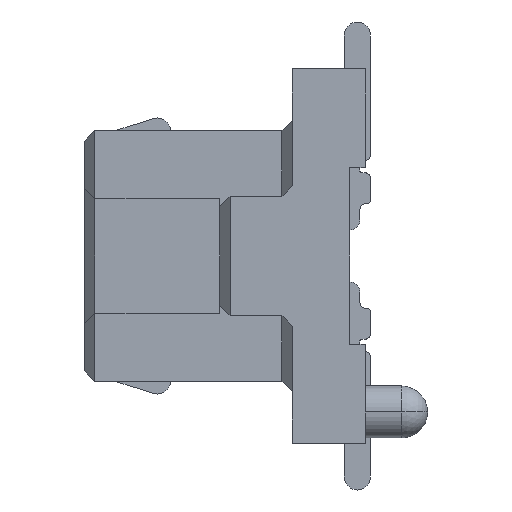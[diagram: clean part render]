
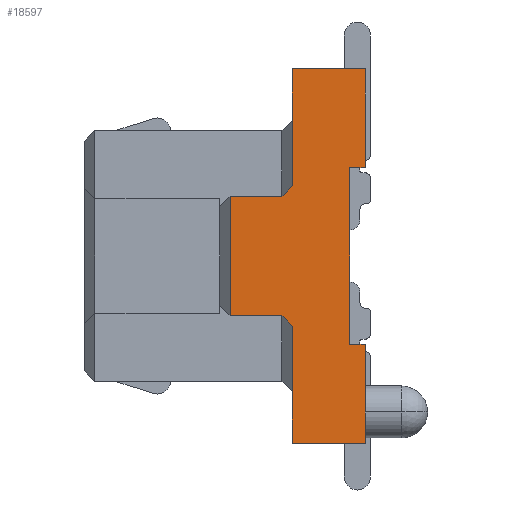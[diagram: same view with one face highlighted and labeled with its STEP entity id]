
A CAD part, left-side view. The second image highlights one B-rep face of the part: STEP entity #18597.
In plain terms, the highlighted planar face has unit normal (-1, 0, 0).
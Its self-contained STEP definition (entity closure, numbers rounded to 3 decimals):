
#25=DIRECTION('',(0.,0.,1.));
#26=VECTOR('',#25,0.95);
#27=CARTESIAN_POINT('',(-3.55,0.,0.85));
#28=LINE('',#27,#26);
#43=DIRECTION('',(0.,0.,1.));
#44=VECTOR('',#43,0.65);
#45=CARTESIAN_POINT('',(-3.55,0.,-1.5));
#46=LINE('',#45,#44);
#59=DIRECTION('',(0.,0.,1.));
#60=VECTOR('',#59,0.3);
#61=CARTESIAN_POINT('',(-3.55,0.,-1.8));
#62=LINE('',#61,#60);
#4761=DIRECTION('',(0.,1.,0.));
#4762=VECTOR('',#4761,0.7);
#4763=CARTESIAN_POINT('',(-3.55,0.,1.8));
#4764=LINE('',#4763,#4762);
#4905=DIRECTION('',(0.,1.,0.));
#4906=VECTOR('',#4905,0.7);
#4907=CARTESIAN_POINT('',(-3.55,0.,-1.8));
#4908=LINE('',#4907,#4906);
#4909=DIRECTION('',(0.,0.,1.));
#4910=VECTOR('',#4909,1.125);
#4911=CARTESIAN_POINT('',(-3.55,0.7,-1.8));
#4912=LINE('',#4911,#4910);
#4913=DIRECTION('',(0.,-1.,0.));
#4914=VECTOR('',#4913,0.5);
#4915=CARTESIAN_POINT('',(-3.55,1.3,-0.575));
#4916=LINE('',#4915,#4914);
#4917=DIRECTION('',(0.,0.,-1.));
#4918=VECTOR('',#4917,1.15);
#4919=CARTESIAN_POINT('',(-3.55,1.3,0.575));
#4920=LINE('',#4919,#4918);
#4921=DIRECTION('',(0.,-1.,0.));
#4922=VECTOR('',#4921,0.5);
#4923=CARTESIAN_POINT('',(-3.55,1.3,0.575));
#4924=LINE('',#4923,#4922);
#4925=DIRECTION('',(0.,0.,1.));
#4926=VECTOR('',#4925,1.125);
#4927=CARTESIAN_POINT('',(-3.55,0.7,0.675));
#4928=LINE('',#4927,#4926);
#4929=DIRECTION('',(0.,1.,0.));
#4930=VECTOR('',#4929,0.15);
#4931=CARTESIAN_POINT('',(-3.55,0.,0.85));
#4932=LINE('',#4931,#4930);
#4933=DIRECTION('',(0.,0.,1.));
#4934=VECTOR('',#4933,1.7);
#4935=CARTESIAN_POINT('',(-3.55,0.15,-0.85));
#4936=LINE('',#4935,#4934);
#4937=DIRECTION('',(0.,1.,0.));
#4938=VECTOR('',#4937,0.15);
#4939=CARTESIAN_POINT('',(-3.55,0.,-0.85));
#4940=LINE('',#4939,#4938);
#4941=DIRECTION('',(0.,-0.707,-0.707));
#4942=VECTOR('',#4941,0.141);
#4943=CARTESIAN_POINT('',(-3.55,0.8,-0.575));
#4944=LINE('',#4943,#4942);
#5061=DIRECTION('',(0.,0.707,-0.707));
#5062=VECTOR('',#5061,0.141);
#5063=CARTESIAN_POINT('',(-3.55,0.7,0.675));
#5064=LINE('',#5063,#5062);
#9965=CARTESIAN_POINT('',(-3.55,0.7,1.8));
#9967=VERTEX_POINT('',#9965);
#9970=CARTESIAN_POINT('',(-3.55,0.7,-1.8));
#9972=VERTEX_POINT('',#9970);
#9973=CARTESIAN_POINT('',(-3.55,0.,-1.8));
#9974=VERTEX_POINT('',#9973);
#9975=CARTESIAN_POINT('',(-3.55,0.,1.8));
#9976=VERTEX_POINT('',#9975);
#10074=CARTESIAN_POINT('',(-3.55,1.3,0.575));
#10076=VERTEX_POINT('',#10074);
#10083=CARTESIAN_POINT('',(-3.55,1.3,-0.575));
#10084=VERTEX_POINT('',#10083);
#10113=CARTESIAN_POINT('',(-3.55,0.8,-0.575));
#10114=CARTESIAN_POINT('',(-3.55,0.7,-0.675));
#10115=VERTEX_POINT('',#10113);
#10116=VERTEX_POINT('',#10114);
#10121=CARTESIAN_POINT('',(-3.55,0.8,0.575));
#10122=VERTEX_POINT('',#10121);
#10123=CARTESIAN_POINT('',(-3.55,0.7,0.675));
#10124=VERTEX_POINT('',#10123);
#10135=CARTESIAN_POINT('',(-3.55,0.,0.85));
#10136=VERTEX_POINT('',#10135);
#10137=CARTESIAN_POINT('',(-3.55,0.,-0.85));
#10139=VERTEX_POINT('',#10137);
#10149=CARTESIAN_POINT('',(-3.55,0.15,-0.85));
#10150=CARTESIAN_POINT('',(-3.55,0.15,0.85));
#10151=VERTEX_POINT('',#10149);
#10152=VERTEX_POINT('',#10150);
#10173=CARTESIAN_POINT('',(-3.55,0.,-1.5));
#10175=VERTEX_POINT('',#10173);
#18569=CARTESIAN_POINT('',(-3.55,0.,-1.8));
#18570=DIRECTION('',(-1.,0.,0.));
#18571=DIRECTION('',(0.,0.,1.));
#18572=AXIS2_PLACEMENT_3D('',#18569,#18570,#18571);
#18573=PLANE('',#18572);
#18574=ORIENTED_EDGE('',*,*,#13138,.F.);
#18575=ORIENTED_EDGE('',*,*,#13296,.T.);
#18576=ORIENTED_EDGE('',*,*,#14147,.T.);
#18578=ORIENTED_EDGE('',*,*,#18577,.F.);
#18580=ORIENTED_EDGE('',*,*,#18579,.F.);
#18582=ORIENTED_EDGE('',*,*,#18581,.F.);
#18584=ORIENTED_EDGE('',*,*,#18583,.T.);
#18586=ORIENTED_EDGE('',*,*,#18585,.F.);
#18587=ORIENTED_EDGE('',*,*,#14325,.T.);
#18588=ORIENTED_EDGE('',*,*,#18427,.F.);
#18589=ORIENTED_EDGE('',*,*,#13114,.F.);
#18591=ORIENTED_EDGE('',*,*,#18590,.T.);
#18592=ORIENTED_EDGE('',*,*,#18509,.F.);
#18593=ORIENTED_EDGE('',*,*,#18562,.F.);
#18594=ORIENTED_EDGE('',*,*,#13130,.F.);
#18595=EDGE_LOOP('',(#18574,#18575,#18576,#18578,#18580,#18582,#18584,#18586,
#18587,#18588,#18589,#18591,#18592,#18593,#18594));
#18596=FACE_OUTER_BOUND('',#18595,.F.);
#13114=EDGE_CURVE('',#10136,#9976,#28,.T.);
#13130=EDGE_CURVE('',#10175,#10139,#46,.T.);
#13138=EDGE_CURVE('',#9974,#10175,#62,.T.);
#13296=EDGE_CURVE('',#9974,#9972,#4908,.T.);
#14147=EDGE_CURVE('',#9972,#10116,#4912,.T.);
#14325=EDGE_CURVE('',#10124,#9967,#4928,.T.);
#18427=EDGE_CURVE('',#9976,#9967,#4764,.T.);
#18509=EDGE_CURVE('',#10151,#10152,#4936,.T.);
#18562=EDGE_CURVE('',#10139,#10151,#4940,.T.);
#18577=EDGE_CURVE('',#10115,#10116,#4944,.T.);
#18579=EDGE_CURVE('',#10084,#10115,#4916,.T.);
#18581=EDGE_CURVE('',#10076,#10084,#4920,.T.);
#18583=EDGE_CURVE('',#10076,#10122,#4924,.T.);
#18585=EDGE_CURVE('',#10124,#10122,#5064,.T.);
#18590=EDGE_CURVE('',#10136,#10152,#4932,.T.);
#18597=ADVANCED_FACE('',(#18596),#18573,.T.);
